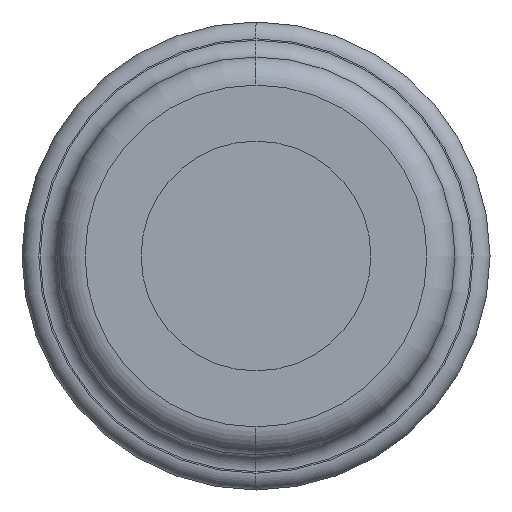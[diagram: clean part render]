
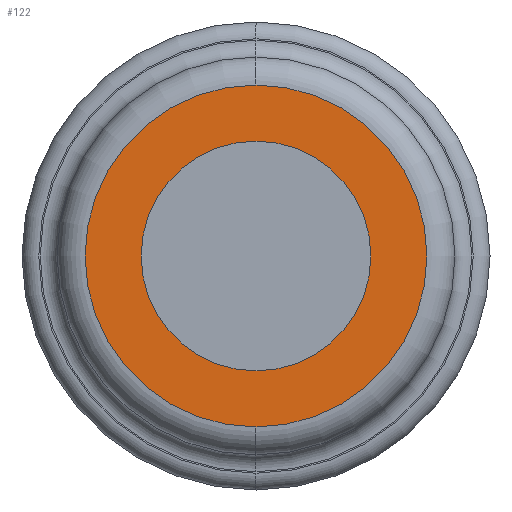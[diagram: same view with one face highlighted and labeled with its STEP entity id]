
A CAD part, left-side view. The second image highlights one B-rep face of the part: STEP entity #122.
In plain terms, the highlighted planar face has unit normal (-1, 0, 0).
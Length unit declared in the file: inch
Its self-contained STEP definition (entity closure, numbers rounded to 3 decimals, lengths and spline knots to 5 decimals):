
#4 = VERTEX_POINT ( 'NONE', #205 ) ;
#20 = CARTESIAN_POINT ( 'NONE',  ( -0.376, 0., 0. ) ) ;
#23 = AXIS2_PLACEMENT_3D ( 'NONE', #20, #102, #175 ) ;
#31 = DIRECTION ( 'NONE',  ( 0., 0., -1. ) ) ;
#61 = CIRCLE ( 'NONE', #857, 0.0205 ) ;
#89 = CARTESIAN_POINT ( 'NONE',  ( -0.376, 0.0305, 0. ) ) ;
#102 = DIRECTION ( 'NONE',  ( 1., 0., 0. ) ) ;
#122 = ADVANCED_FACE ( 'NONE', ( #219, #844 ), #568, .T. ) ;
#142 = CARTESIAN_POINT ( 'NONE',  ( -0.376, 0., 0.0205 ) ) ;
#149 = DIRECTION ( 'NONE',  ( 0., 0., 1. ) ) ;
#175 = DIRECTION ( 'NONE',  ( 0., 0., -1. ) ) ;
#189 = CARTESIAN_POINT ( 'NONE',  ( -0.376, 0., 0.0305 ) ) ;
#193 = ORIENTED_EDGE ( 'NONE', *, *, #831, .T. ) ;
#205 = CARTESIAN_POINT ( 'NONE',  ( -0.376, 0., -0.0305 ) ) ;
#209 = EDGE_CURVE ( 'NONE', #485, #4, #308, .T. ) ;
#219 = FACE_BOUND ( 'NONE', #347, .T. ) ;
#222 = EDGE_CURVE ( 'NONE', #4, #485, #246, .T. ) ;
#225 = VERTEX_POINT ( 'NONE', #517 ) ;
#226 = DIRECTION ( 'NONE',  ( -1., 0., 0. ) ) ;
#246 = CIRCLE ( 'NONE', #588, 0.0305 ) ;
#249 = DIRECTION ( 'NONE',  ( 0., 0., -1. ) ) ;
#308 = CIRCLE ( 'NONE', #23, 0.0305 ) ;
#347 = EDGE_LOOP ( 'NONE', ( #193, #803 ) ) ;
#470 = EDGE_CURVE ( 'NONE', #565, #225, #892, .T. ) ;
#485 = VERTEX_POINT ( 'NONE', #189 ) ;
#517 = CARTESIAN_POINT ( 'NONE',  ( -0.376, 0., -0.0205 ) ) ;
#551 = AXIS2_PLACEMENT_3D ( 'NONE', #663, #608, #249 ) ;
#565 = VERTEX_POINT ( 'NONE', #142 ) ;
#568 = PLANE ( 'NONE',  #601 ) ;
#588 = AXIS2_PLACEMENT_3D ( 'NONE', #672, #808, #31 ) ;
#601 = AXIS2_PLACEMENT_3D ( 'NONE', #89, #226, #149 ) ;
#608 = DIRECTION ( 'NONE',  ( 1., 0., 0. ) ) ;
#663 = CARTESIAN_POINT ( 'NONE',  ( -0.376, 0., 0. ) ) ;
#672 = CARTESIAN_POINT ( 'NONE',  ( -0.376, 0., 0. ) ) ;
#684 = ORIENTED_EDGE ( 'NONE', *, *, #209, .F. ) ;
#755 = CARTESIAN_POINT ( 'NONE',  ( -0.376, 0., 0. ) ) ;
#789 = ORIENTED_EDGE ( 'NONE', *, *, #222, .F. ) ;
#799 = EDGE_LOOP ( 'NONE', ( #789, #684 ) ) ;
#803 = ORIENTED_EDGE ( 'NONE', *, *, #470, .T. ) ;
#808 = DIRECTION ( 'NONE',  ( 1., 0., 0. ) ) ;
#820 = DIRECTION ( 'NONE',  ( 0., 0., -1. ) ) ;
#831 = EDGE_CURVE ( 'NONE', #225, #565, #61, .T. ) ;
#844 = FACE_OUTER_BOUND ( 'NONE', #799, .T. ) ;
#857 = AXIS2_PLACEMENT_3D ( 'NONE', #755, #886, #820 ) ;
#886 = DIRECTION ( 'NONE',  ( 1., 0., 0. ) ) ;
#892 = CIRCLE ( 'NONE', #551, 0.0205 ) ;
